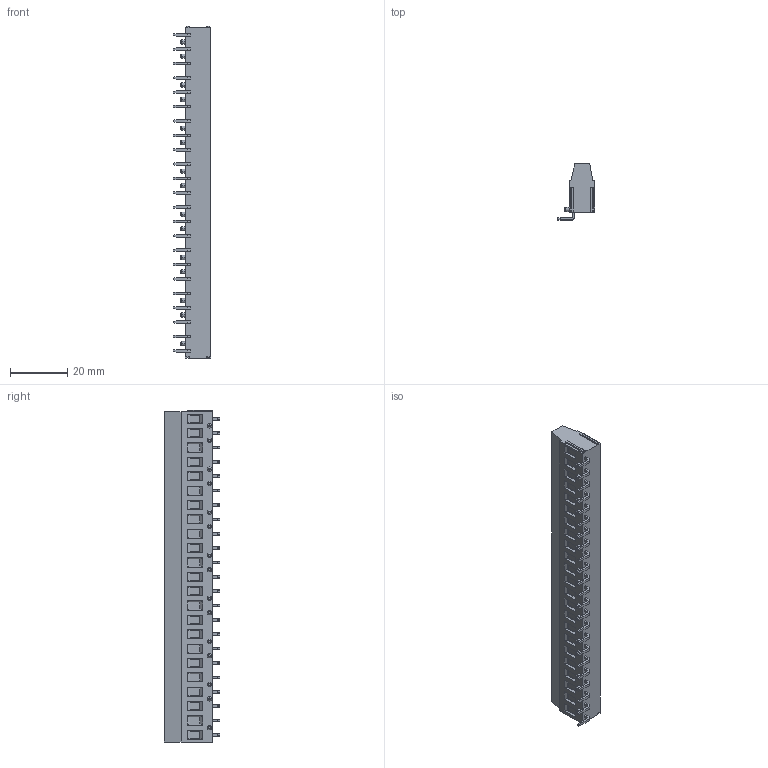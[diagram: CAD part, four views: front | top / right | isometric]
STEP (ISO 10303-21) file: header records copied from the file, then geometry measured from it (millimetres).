
FILE_DESCRIPTION((''),'2;1');
FILE_NAME('PRT0050','2024-11-02T',('yanfa'),(''),'PRO/ENGINEER BY PARAMETRIC TECHNOLOGY CORPORATION, 2009280','PRO/ENGINEER BY PARAMETRIC TECHNOLOGY CORPORATION, 2009280','');
FILE_SCHEMA(('AUTOMOTIVE_DESIGN_CC2 { 1 2 10303 214 -1 1 5 2 }'));
Length unit declared in the file: millimetre
Products named in the file (1): PRT0050
Bounding box: 13.1 x 19.45 x 115.56 mm (x, y, z)
Volume: 14776.5 mm3; surface area: 8191.7 mm2
Topology: 1 solids, 1 shells, 1037 faces, 2478 edges, 1550 vertices
Faces by surface type: plane 593, cylinder 276, cone 92, torus 46, bspline 30
Entity records: 30700 total; most frequent: CARTESIAN_POINT 6335, DIRECTION 5150, ORIENTED_EDGE 4956, EDGE_CURVE 2478, AXIS2_PLACEMENT_3D 1757, VECTOR 1636, LINE 1636, VERTEX_POINT 1550
